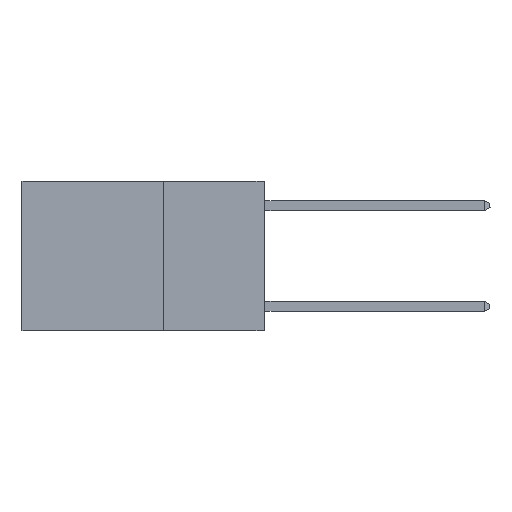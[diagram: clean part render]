
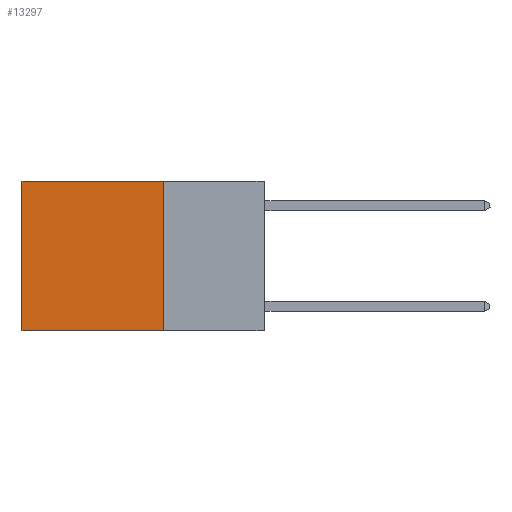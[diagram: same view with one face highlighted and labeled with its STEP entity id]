
A CAD part, left-side view. The second image highlights one B-rep face of the part: STEP entity #13297.
In plain terms, the highlighted planar face has unit normal (-1, 0, 0).
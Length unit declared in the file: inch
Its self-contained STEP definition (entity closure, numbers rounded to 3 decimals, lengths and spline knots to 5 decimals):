
#33 = CARTESIAN_POINT ( 'NONE',  ( 0.2625, 0.25, 0. ) ) ;
#163 = DIRECTION ( 'NONE',  ( 0., 1., 0. ) ) ;
#523 = CARTESIAN_POINT ( 'NONE',  ( 0.2625, 0.25, 0. ) ) ;
#528 = EDGE_CURVE ( 'NONE', #10681, #10508, #14797, .T. ) ;
#860 = AXIS2_PLACEMENT_3D ( 'NONE', #14488, #1919, #11716 ) ;
#1652 = VERTEX_POINT ( 'NONE', #3823 ) ;
#1919 = DIRECTION ( 'NONE',  ( 1., 0., 0. ) ) ;
#2029 = DIRECTION ( 'NONE',  ( 0., 0., -1. ) ) ;
#2110 = VECTOR ( 'NONE', #17419, 39.37008 ) ;
#2708 = CARTESIAN_POINT ( 'NONE',  ( 0.2625, 0.6, 0. ) ) ;
#3694 = VECTOR ( 'NONE', #2029, 39.37008 ) ;
#3823 = CARTESIAN_POINT ( 'NONE',  ( 0.2625, 0.6, 0. ) ) ;
#4758 = LINE ( 'NONE', #17085, #8853 ) ;
#4802 = ORIENTED_EDGE ( 'NONE', *, *, #528, .F. ) ;
#5620 = DIRECTION ( 'NONE',  ( 0., 0., -1. ) ) ;
#7753 = EDGE_CURVE ( 'NONE', #1652, #11267, #17818, .T. ) ;
#8853 = VECTOR ( 'NONE', #163, 39.37008 ) ;
#10238 = EDGE_CURVE ( 'NONE', #10681, #1652, #13289, .T. ) ;
#10317 = VECTOR ( 'NONE', #5620, 39.37008 ) ;
#10414 = CARTESIAN_POINT ( 'NONE',  ( 0.2625, 0.25, 0. ) ) ;
#10508 = VERTEX_POINT ( 'NONE', #16522 ) ;
#10681 = VERTEX_POINT ( 'NONE', #33 ) ;
#11267 = VERTEX_POINT ( 'NONE', #16759 ) ;
#11716 = DIRECTION ( 'NONE',  ( 0., 0., -1. ) ) ;
#12336 = ORIENTED_EDGE ( 'NONE', *, *, #10238, .T. ) ;
#12743 = EDGE_CURVE ( 'NONE', #10508, #11267, #4758, .T. ) ;
#13289 = LINE ( 'NONE', #523, #2110 ) ;
#13297 = ADVANCED_FACE ( 'NONE', ( #17648 ), #17355, .F. ) ;
#13381 = ORIENTED_EDGE ( 'NONE', *, *, #12743, .F. ) ;
#14488 = CARTESIAN_POINT ( 'NONE',  ( 0.2625, 0.25, 0. ) ) ;
#14797 = LINE ( 'NONE', #10414, #3694 ) ;
#15507 = EDGE_LOOP ( 'NONE', ( #17578, #13381, #4802, #12336 ) ) ;
#16522 = CARTESIAN_POINT ( 'NONE',  ( 0.2625, 0.25, -0.37 ) ) ;
#16759 = CARTESIAN_POINT ( 'NONE',  ( 0.2625, 0.6, -0.37 ) ) ;
#17085 = CARTESIAN_POINT ( 'NONE',  ( 0.2625, 0.25, -0.37 ) ) ;
#17355 = PLANE ( 'NONE',  #860 ) ;
#17419 = DIRECTION ( 'NONE',  ( 0., 1., 0. ) ) ;
#17578 = ORIENTED_EDGE ( 'NONE', *, *, #7753, .T. ) ;
#17648 = FACE_OUTER_BOUND ( 'NONE', #15507, .T. ) ;
#17818 = LINE ( 'NONE', #2708, #10317 ) ;
